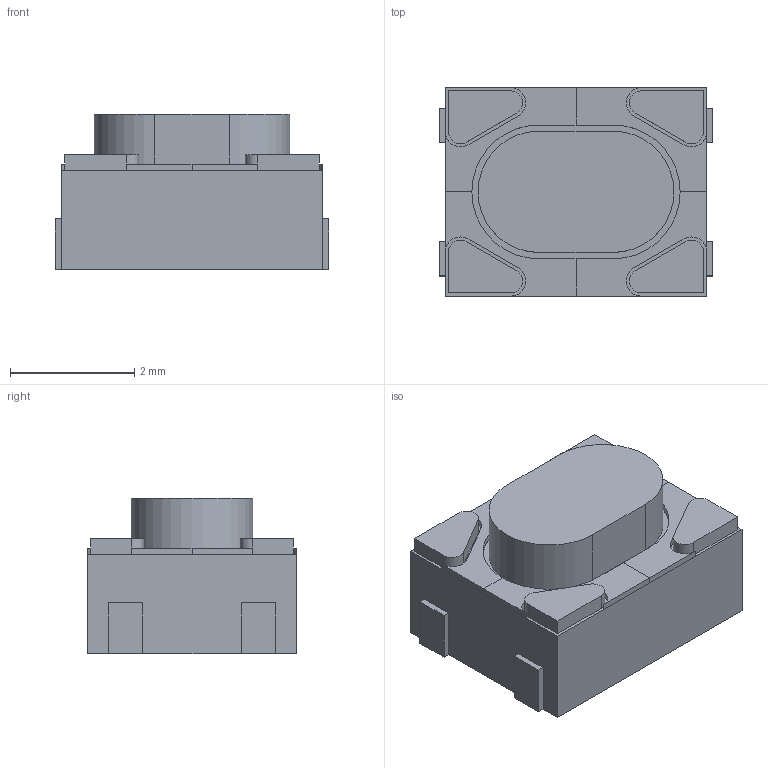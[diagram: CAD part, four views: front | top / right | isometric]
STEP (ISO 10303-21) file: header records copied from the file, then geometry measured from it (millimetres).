
FILE_DESCRIPTION(('FreeCAD Model'),'2;1');
FILE_NAME('Open CASCADE Shape Model','2023-12-21T13:27:22',('Author'),( ''),'Open CASCADE STEP processor 7.6','FreeCAD','Unknown');
FILE_SCHEMA(('AUTOMOTIVE_DESIGN { 1 0 10303 214 1 1 1 1 }'));
Length unit declared in the file: millimetre
Products named in the file (5): Unnamed; Body; TopMetal; Button; Pins
Assembly tree (4 placements, depth 2):
  Unnamed
    Body
    TopMetal
    Button
    Pins
Bounding box: 4.4 x 3.35 x 2.5 mm (x, y, z)
Volume: 28.6 mm3; surface area: 89.7 mm2
Topology: 7 solids, 7 shells, 92 faces, 220 edges, 144 vertices
Faces by surface type: plane 72, cylinder 20
Entity records: 2790 total; most frequent: CARTESIAN_POINT 461, DIRECTION 458, ORIENTED_EDGE 440, EDGE_CURVE 220, LINE 176, VECTOR 176, VERTEX_POINT 144, AXIS2_PLACEMENT_3D 141
